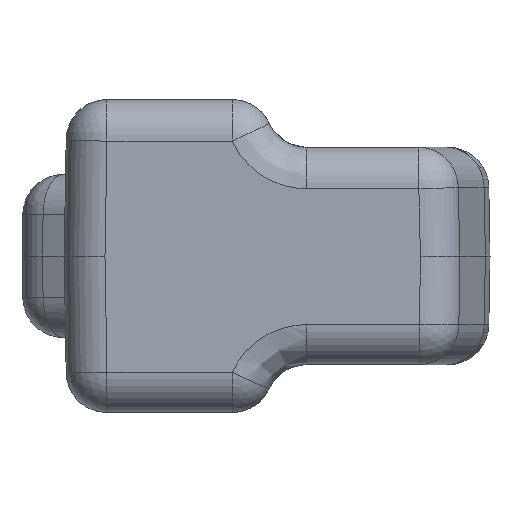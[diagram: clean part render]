
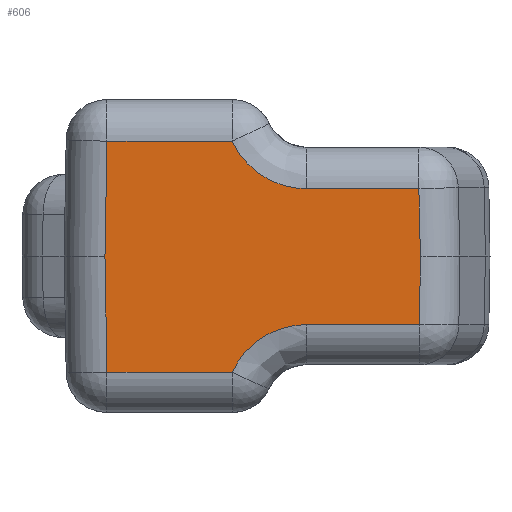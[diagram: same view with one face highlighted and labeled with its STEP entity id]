
A CAD part, front view. The second image highlights one B-rep face of the part: STEP entity #606.
In plain terms, the highlighted planar face has unit normal (0, -1, -0.018).
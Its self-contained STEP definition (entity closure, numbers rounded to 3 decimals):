
#114=PLANE('',#2301);
#242=LINE('',#3339,#388);
#244=LINE('',#3351,#390);
#246=LINE('',#3354,#392);
#247=LINE('',#3366,#393);
#248=LINE('',#3368,#394);
#249=LINE('',#3370,#395);
#250=LINE('',#3372,#396);
#251=LINE('',#3373,#397);
#388=VECTOR('',#2552,1.);
#390=VECTOR('',#2562,1.);
#392=VECTOR('',#2566,1.);
#393=VECTOR('',#2567,1.);
#394=VECTOR('',#2568,1.);
#395=VECTOR('',#2569,1.);
#396=VECTOR('',#2570,1.);
#397=VECTOR('',#2571,1.);
#540=B_SPLINE_CURVE_WITH_KNOTS('',3,(#3356,#3357,#3358,#3359,#3360,#3361,
#3362,#3363,#3364),.UNSPECIFIED.,.F.,.F.,(4,1,1,1,1,1,4),(0.,0.167,
0.333,0.5,0.667,0.833,1.),.UNSPECIFIED.);
#606=ADVANCED_FACE('',(#766),#114,.T.);
#766=FACE_OUTER_BOUND('',#911,.T.);
#911=EDGE_LOOP('',(#1163,#1164,#1165,#1166,#1167,#1168,#1169,#1170,#1171,
#1172));
#1163=ORIENTED_EDGE('',*,*,#1969,.F.);
#1164=ORIENTED_EDGE('',*,*,#1974,.F.);
#1165=ORIENTED_EDGE('',*,*,#1976,.T.);
#1166=ORIENTED_EDGE('',*,*,#1977,.T.);
#1167=ORIENTED_EDGE('',*,*,#1978,.T.);
#1168=ORIENTED_EDGE('',*,*,#1979,.T.);
#1169=ORIENTED_EDGE('',*,*,#1980,.T.);
#1170=ORIENTED_EDGE('',*,*,#1981,.F.);
#1171=ORIENTED_EDGE('',*,*,#1927,.F.);
#1172=ORIENTED_EDGE('',*,*,#1982,.T.);
#1750=VERTEX_POINT('',#3104);
#1751=VERTEX_POINT('',#3105);
#1789=VERTEX_POINT('',#3340);
#1790=VERTEX_POINT('',#3341);
#1794=VERTEX_POINT('',#3350);
#1795=VERTEX_POINT('',#3355);
#1796=VERTEX_POINT('',#3365);
#1797=VERTEX_POINT('',#3367);
#1798=VERTEX_POINT('',#3369);
#1799=VERTEX_POINT('',#3371);
#1927=EDGE_CURVE('',#1750,#1751,#2247,.T.);
#1969=EDGE_CURVE('',#1789,#1790,#242,.T.);
#1974=EDGE_CURVE('',#1794,#1789,#244,.T.);
#1976=EDGE_CURVE('',#1794,#1795,#246,.T.);
#1977=EDGE_CURVE('',#1795,#1796,#540,.T.);
#1978=EDGE_CURVE('',#1796,#1797,#247,.T.);
#1979=EDGE_CURVE('',#1797,#1798,#248,.T.);
#1980=EDGE_CURVE('',#1798,#1799,#249,.T.);
#1981=EDGE_CURVE('',#1751,#1799,#250,.T.);
#1982=EDGE_CURVE('',#1750,#1790,#251,.T.);
#2247=ELLIPSE('',#2279,0.606,0.606);
#2279=AXIS2_PLACEMENT_3D('',#3103,#2506,#2507);
#2301=AXIS2_PLACEMENT_3D('',#3374,#2572,#2573);
#2506=DIRECTION('',(0.,-1.,-0.017));
#2507=DIRECTION('',(0.,-0.017,1.));
#2552=DIRECTION('',(0.017,-0.017,1.));
#2562=DIRECTION('',(-0.017,-0.017,1.));
#2566=DIRECTION('',(1.,0.,0.));
#2567=DIRECTION('',(1.,0.,0.));
#2568=DIRECTION('',(0.013,-0.017,1.));
#2569=DIRECTION('',(-0.023,-0.017,1.));
#2570=DIRECTION('',(1.,0.,0.));
#2571=DIRECTION('',(-1.,0.,0.));
#2572=DIRECTION('',(0.,-1.,-0.017));
#2573=DIRECTION('',(0.,-0.017,1.));
#3103=CARTESIAN_POINT('',(0.688,11.596,-0.308));
#3104=CARTESIAN_POINT('',(0.137,11.6,-0.561));
#3105=CARTESIAN_POINT('',(0.687,11.606,-0.914));
#3339=CARTESIAN_POINT('',(-0.807,11.614,-1.369));
#3340=CARTESIAN_POINT('',(-0.808,11.615,-1.419));
#3341=CARTESIAN_POINT('',(-0.793,11.6,-0.561));
#3350=CARTESIAN_POINT('',(-0.793,11.63,-2.278));
#3351=CARTESIAN_POINT('',(-0.793,11.63,-2.278));
#3354=CARTESIAN_POINT('',(-0.793,11.63,-2.278));
#3355=CARTESIAN_POINT('',(0.137,11.63,-2.278));
#3356=CARTESIAN_POINT('',(0.137,11.63,-2.278));
#3357=CARTESIAN_POINT('',(0.152,11.63,-2.245));
#3358=CARTESIAN_POINT('',(0.187,11.628,-2.183));
#3359=CARTESIAN_POINT('',(0.255,11.627,-2.102));
#3360=CARTESIAN_POINT('',(0.335,11.626,-2.033));
#3361=CARTESIAN_POINT('',(0.432,11.625,-1.977));
#3362=CARTESIAN_POINT('',(0.55,11.624,-1.935));
#3363=CARTESIAN_POINT('',(0.64,11.624,-1.924));
#3364=CARTESIAN_POINT('',(0.688,11.624,-1.924));
#3365=CARTESIAN_POINT('',(0.688,11.624,-1.924));
#3366=CARTESIAN_POINT('',(0.688,11.624,-1.924));
#3367=CARTESIAN_POINT('',(1.528,11.624,-1.924));
#3368=CARTESIAN_POINT('',(1.528,11.624,-1.924));
#3369=CARTESIAN_POINT('',(1.535,11.615,-1.419));
#3370=CARTESIAN_POINT('',(1.535,11.615,-1.419));
#3371=CARTESIAN_POINT('',(1.523,11.606,-0.914));
#3372=CARTESIAN_POINT('',(1.767,11.606,-0.914));
#3373=CARTESIAN_POINT('',(0.,11.6,-0.561));
#3374=CARTESIAN_POINT('',(1.767,11.615,-1.414));
